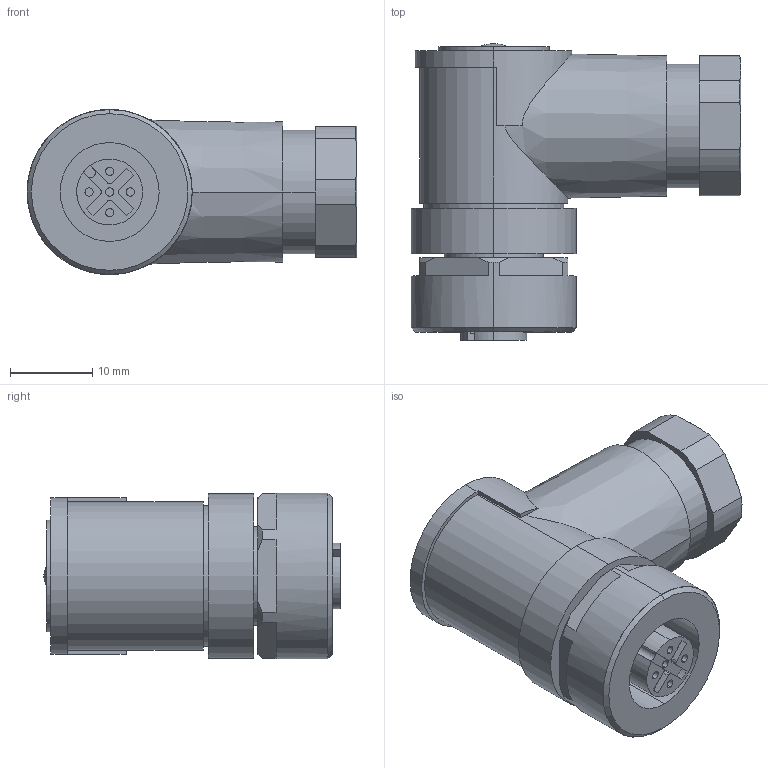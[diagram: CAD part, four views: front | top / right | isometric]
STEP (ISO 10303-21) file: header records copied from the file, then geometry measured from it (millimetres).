
FILE_DESCRIPTION (( 'STEP AP203' ), '1' );
FILE_NAME ('7000-13041-0000000.step', '2020-01-15T19:05:35', ( '' ), ( '' ), 'SwSTEP 2.0', 'SolidWorks 2019', '' );
FILE_SCHEMA (( 'CONFIG_CONTROL_DESIGN' ));
Length unit declared in the file: inch
Products named in the file (1): 7000-13041-0000000
Bounding box: 40.02 x 36 x 20.05 mm (x, y, z)
Volume: 13051.9 mm3; surface area: 5546.5 mm2
Topology: 1 solids, 1 shells, 125 faces, 305 edges, 201 vertices
Faces by surface type: plane 54, cylinder 52, cone 17, bspline 2
Entity records: 4010 total; most frequent: CARTESIAN_POINT 904, DIRECTION 667, ORIENTED_EDGE 610, EDGE_CURVE 305, AXIS2_PLACEMENT_3D 268, VERTEX_POINT 201, CIRCLE 144, EDGE_LOOP 144
